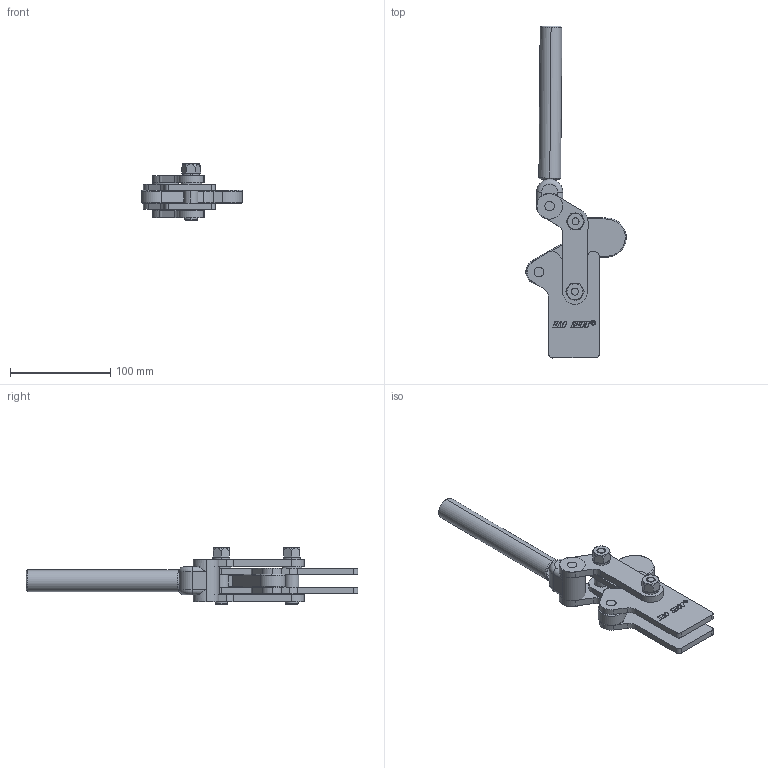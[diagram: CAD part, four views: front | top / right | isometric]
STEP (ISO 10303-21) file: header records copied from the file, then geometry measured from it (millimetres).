
FILE_DESCRIPTION (( 'STEP AP203' ), '1' );
FILE_NAME ('HS-70103 .STEP', '2019-09-04T00:43:16', ( '微软用户' ), ( '微软中国' ), 'SwSTEP 2.0', 'SolidWorks 2012', '' );
FILE_SCHEMA (( 'CONFIG_CONTROL_DESIGN' ));
Length unit declared in the file: millimetre
Products named in the file (14): HS-70103 ; prevailing torque hex nuts 1-fine pitch gb_GB_HEXAGON_LOCK_TYPE2 M10-N; curved single coil spring lock washers gb_GB_FASTENER_WASHER_CSLW 10; T倛种; 人头马; 忒參; 忒梟; 种1; 菜え; 怢論杶; 蟀裝; 揤參; 菁釱
Assembly tree (23 placements, depth 3):
  HS-70103 
    菁釱
    菁釱
    揤參
    蟀裝  x2
    怢論杶  x2
    菜え  x4
    种1  x2
    人头马
      忒梟  x2
      忒參
    T倛种  x2
    curved single coil spring lock washers gb_GB_FASTENER_WASHER_CSLW 10  x2
    prevailing torque hex nuts 1-fine pitch gb_GB_HEXAGON_LOCK_TYPE2 M10-N  x2
Bounding box: 100.11 x 330.71 x 56.5 mm (x, y, z)
Volume: 225955.8 mm3; surface area: 99324.7 mm2
Topology: 23 solids, 23 shells, 669 faces, 1673 edges, 1090 vertices
Faces by surface type: plane 301, cylinder 173, bspline 133, cone 50, torus 12
Entity records: 25213 total; most frequent: CARTESIAN_POINT 10826, ORIENTED_EDGE 2804, DIRECTION 2245, EDGE_CURVE 1402, VERTEX_POINT 917, LINE 853, VECTOR 853, AXIS2_PLACEMENT_3D 696
